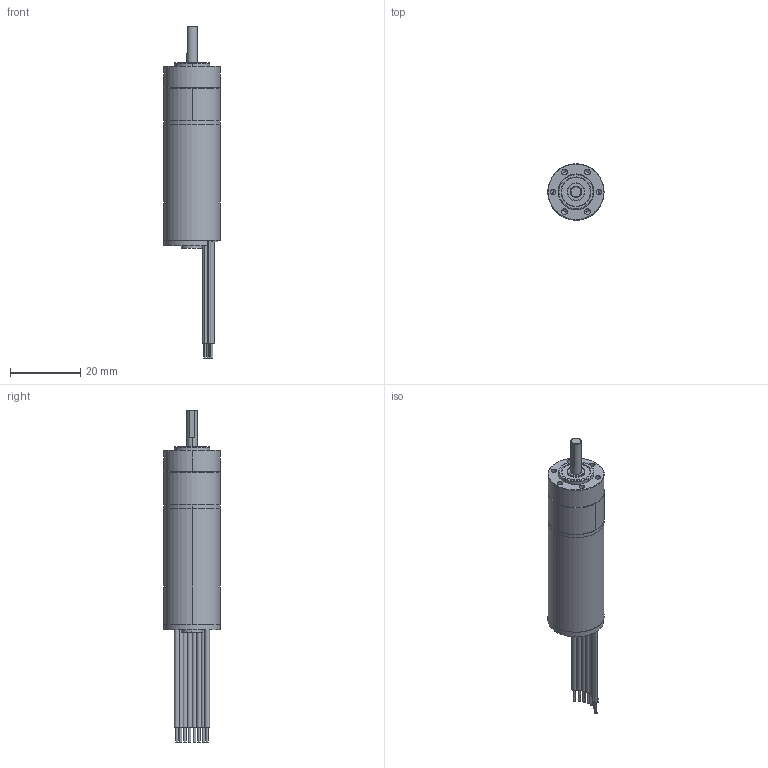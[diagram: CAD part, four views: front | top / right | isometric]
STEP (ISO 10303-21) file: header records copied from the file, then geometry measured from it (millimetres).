
FILE_DESCRIPTION((''),'2;1');
FILE_NAME('4611180000505_SW0001','2022-11-16T14:59:13',('ms27607'),(''),'CREO PARAMETRIC BY PTC INC, 2018100','CREO PARAMETRIC BY PTC INC, 2018100','');
FILE_SCHEMA(('CONFIG_CONTROL_DESIGN'));
Length unit declared in the file: millimetre
Products named in the file (1): 4611180000505_SW0001
Bounding box: 16 x 16 x 94.5 mm (x, y, z)
Surface area: 9409.5 mm2 (no closed solid volume)
Topology: 0 solids, 52 shells, 419 faces, 1317 edges, 914 vertices
Faces by surface type: cylinder 187, plane 157, cone 43, bspline 20, torus 12
Entity records: 15603 total; most frequent: CARTESIAN_POINT 3846, DIRECTION 2659, ORIENTED_EDGE 2081, EDGE_CURVE 1297, AXIS2_PLACEMENT_3D 1008, VERTEX_POINT 913, VECTOR 643, LINE 643
